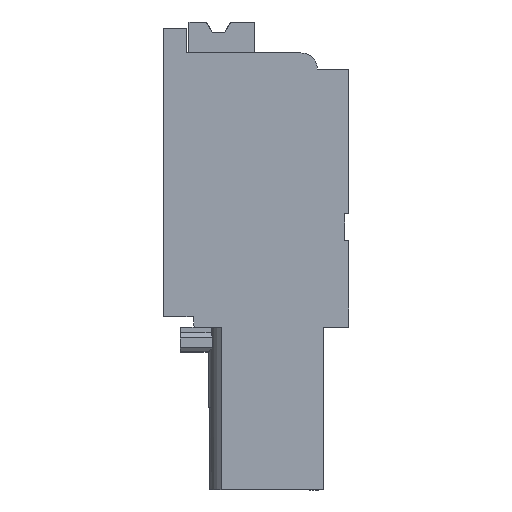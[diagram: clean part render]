
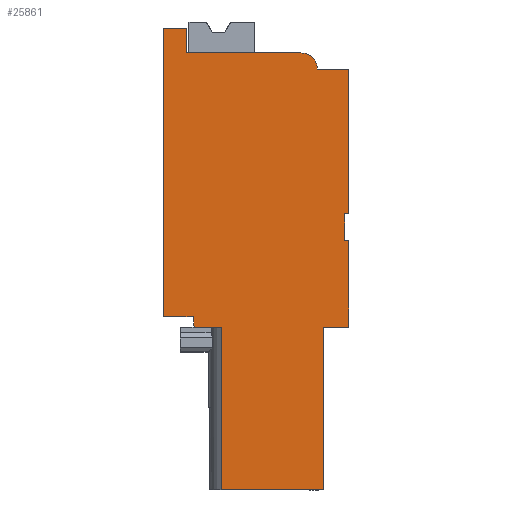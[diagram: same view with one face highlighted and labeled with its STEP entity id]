
A CAD part, left-side view. The second image highlights one B-rep face of the part: STEP entity #25861.
In plain terms, the highlighted planar face has unit normal (-1, 0, 0).
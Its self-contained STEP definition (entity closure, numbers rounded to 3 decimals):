
#5083=AXIS2_PLACEMENT_3D('Circle Axis2P3D',#5081,#5082,$) ;
#25834=AXIS2_PLACEMENT_3D('Plane Axis2P3D',#25831,#25832,#25833) ;
#40=CARTESIAN_POINT('Vertex',(0.,0.,13.4)) ;
#45=CARTESIAN_POINT('Line Origine',(0.,0.1,13.4)) ;
#49=CARTESIAN_POINT('Vertex',(0.,0.2,13.4)) ;
#83=CARTESIAN_POINT('Line Origine',(0.,0.2,12.75)) ;
#87=CARTESIAN_POINT('Vertex',(0.,0.2,12.1)) ;
#107=CARTESIAN_POINT('Line Origine',(0.,0.1,12.1)) ;
#111=CARTESIAN_POINT('Vertex',(0.,0.,12.1)) ;
#138=CARTESIAN_POINT('Line Origine',(0.,0.,10.)) ;
#142=CARTESIAN_POINT('Vertex',(0.,0.,7.9)) ;
#1351=CARTESIAN_POINT('Line Origine',(0.,0.612,7.9)) ;
#1355=CARTESIAN_POINT('Vertex',(0.,1.224,7.9)) ;
#2098=CARTESIAN_POINT('Line Origine',(0.,1.224,3.95)) ;
#2102=CARTESIAN_POINT('Vertex',(0.,1.224,0.)) ;
#3751=CARTESIAN_POINT('Line Origine',(0.,3.706,0.)) ;
#3755=CARTESIAN_POINT('Vertex',(0.,6.187,0.)) ;
#5078=CARTESIAN_POINT('Vertex',(0.,2.325,21.2)) ;
#5081=CARTESIAN_POINT('Axis2P3D Location',(0.,2.325,20.4)) ;
#5085=CARTESIAN_POINT('Vertex',(0.,1.525,20.4)) ;
#5253=CARTESIAN_POINT('Line Origine',(0.,5.087,21.2)) ;
#5257=CARTESIAN_POINT('Vertex',(0.,7.85,21.2)) ;
#6635=CARTESIAN_POINT('Line Origine',(0.,7.85,21.8)) ;
#6639=CARTESIAN_POINT('Vertex',(0.,7.85,22.4)) ;
#6666=CARTESIAN_POINT('Line Origine',(0.,8.425,22.4)) ;
#6670=CARTESIAN_POINT('Vertex',(0.,9.,22.4)) ;
#6697=CARTESIAN_POINT('Line Origine',(0.,9.,15.4)) ;
#6701=CARTESIAN_POINT('Vertex',(0.,9.,8.4)) ;
#7170=CARTESIAN_POINT('Line Origine',(0.,8.272,8.4)) ;
#7174=CARTESIAN_POINT('Vertex',(0.,7.545,8.4)) ;
#7452=CARTESIAN_POINT('Vertex',(0.,7.501,7.9)) ;
#7455=CARTESIAN_POINT('Line Origine',(0.,7.523,8.15)) ;
#7544=CARTESIAN_POINT('Vertex',(0.,6.187,7.9)) ;
#7547=CARTESIAN_POINT('Line Origine',(0.,6.844,7.9)) ;
#21684=CARTESIAN_POINT('Line Origine',(0.,0.762,20.4)) ;
#21688=CARTESIAN_POINT('Vertex',(0.,0.,20.4)) ;
#24418=CARTESIAN_POINT('Line Origine',(0.,6.187,3.95)) ;
#25831=CARTESIAN_POINT('Axis2P3D Location',(0.,0.,0.)) ;
#25836=CARTESIAN_POINT('Line Origine',(0.,0.,16.9)) ;
#46=DIRECTION('Vector Direction',(0.,1.,0.)) ;
#84=DIRECTION('Vector Direction',(0.,0.,1.)) ;
#108=DIRECTION('Vector Direction',(0.,-1.,0.)) ;
#139=DIRECTION('Vector Direction',(0.,0.,1.)) ;
#1352=DIRECTION('Vector Direction',(0.,1.,0.)) ;
#2099=DIRECTION('Vector Direction',(0.,0.,1.)) ;
#3752=DIRECTION('Vector Direction',(0.,-1.,0.)) ;
#5082=DIRECTION('Axis2P3D Direction',(-1.,-0.,0.)) ;
#5254=DIRECTION('Vector Direction',(0.,-1.,0.)) ;
#6636=DIRECTION('Vector Direction',(0.,0.,-1.)) ;
#6667=DIRECTION('Vector Direction',(0.,-1.,0.)) ;
#6698=DIRECTION('Vector Direction',(0.,0.,1.)) ;
#7171=DIRECTION('Vector Direction',(0.,-1.,0.)) ;
#7456=DIRECTION('Vector Direction',(0.,0.087,0.996)) ;
#7548=DIRECTION('Vector Direction',(0.,1.,0.)) ;
#21685=DIRECTION('Vector Direction',(0.,-1.,0.)) ;
#24419=DIRECTION('Vector Direction',(0.,0.,1.)) ;
#25832=DIRECTION('Axis2P3D Direction',(-1.,0.,0.)) ;
#25833=DIRECTION('Axis2P3D XDirection',(0.,0.,1.)) ;
#25837=DIRECTION('Vector Direction',(0.,0.,1.)) ;
#47=VECTOR('Line Direction',#46,1.) ;
#85=VECTOR('Line Direction',#84,1.) ;
#109=VECTOR('Line Direction',#108,1.) ;
#140=VECTOR('Line Direction',#139,1.) ;
#1353=VECTOR('Line Direction',#1352,1.) ;
#2100=VECTOR('Line Direction',#2099,1.) ;
#3753=VECTOR('Line Direction',#3752,1.) ;
#5255=VECTOR('Line Direction',#5254,1.) ;
#6637=VECTOR('Line Direction',#6636,1.) ;
#6668=VECTOR('Line Direction',#6667,1.) ;
#6699=VECTOR('Line Direction',#6698,1.) ;
#7172=VECTOR('Line Direction',#7171,1.) ;
#7457=VECTOR('Line Direction',#7456,1.) ;
#7549=VECTOR('Line Direction',#7548,1.) ;
#21686=VECTOR('Line Direction',#21685,1.) ;
#24420=VECTOR('Line Direction',#24419,1.) ;
#25838=VECTOR('Line Direction',#25837,1.) ;
#25842=ORIENTED_EDGE('',*,*,#25840,.T.) ;
#25843=ORIENTED_EDGE('',*,*,#21690,.T.) ;
#25844=ORIENTED_EDGE('',*,*,#5087,.T.) ;
#25845=ORIENTED_EDGE('',*,*,#5259,.T.) ;
#25846=ORIENTED_EDGE('',*,*,#6641,.T.) ;
#25847=ORIENTED_EDGE('',*,*,#6672,.T.) ;
#25848=ORIENTED_EDGE('',*,*,#6703,.T.) ;
#25849=ORIENTED_EDGE('',*,*,#7176,.T.) ;
#25850=ORIENTED_EDGE('',*,*,#7459,.T.) ;
#25851=ORIENTED_EDGE('',*,*,#7551,.T.) ;
#25852=ORIENTED_EDGE('',*,*,#24422,.F.) ;
#25853=ORIENTED_EDGE('',*,*,#3757,.T.) ;
#25854=ORIENTED_EDGE('',*,*,#2104,.T.) ;
#25855=ORIENTED_EDGE('',*,*,#1357,.T.) ;
#25856=ORIENTED_EDGE('',*,*,#144,.T.) ;
#25857=ORIENTED_EDGE('',*,*,#113,.T.) ;
#25858=ORIENTED_EDGE('',*,*,#89,.T.) ;
#25859=ORIENTED_EDGE('',*,*,#51,.T.) ;
#25861=ADVANCED_FACE('HOUSING',(#25860),#25835,.T.) ;
#5084=CIRCLE('generated circle',#5083,0.8) ;
#51=EDGE_CURVE('',#50,#41,#48,.F.) ;
#89=EDGE_CURVE('',#88,#50,#86,.T.) ;
#113=EDGE_CURVE('',#112,#88,#110,.F.) ;
#144=EDGE_CURVE('',#143,#112,#141,.T.) ;
#1357=EDGE_CURVE('',#1356,#143,#1354,.F.) ;
#2104=EDGE_CURVE('',#2103,#1356,#2101,.T.) ;
#3757=EDGE_CURVE('',#3756,#2103,#3754,.T.) ;
#5087=EDGE_CURVE('',#5086,#5079,#5084,.T.) ;
#5259=EDGE_CURVE('',#5079,#5258,#5256,.F.) ;
#6641=EDGE_CURVE('',#5258,#6640,#6638,.F.) ;
#6672=EDGE_CURVE('',#6640,#6671,#6669,.F.) ;
#6703=EDGE_CURVE('',#6671,#6702,#6700,.F.) ;
#7176=EDGE_CURVE('',#6702,#7175,#7173,.T.) ;
#7459=EDGE_CURVE('',#7175,#7453,#7458,.F.) ;
#7551=EDGE_CURVE('',#7453,#7545,#7550,.F.) ;
#21690=EDGE_CURVE('',#21689,#5086,#21687,.F.) ;
#24422=EDGE_CURVE('',#3756,#7545,#24421,.T.) ;
#25840=EDGE_CURVE('',#41,#21689,#25839,.T.) ;
#25841=EDGE_LOOP('',(#25842,#25843,#25844,#25845,#25846,#25847,#25848,#25849,#25850,#25851,#25852,#25853,#25854,#25855,#25856,#25857,#25858,#25859)) ;
#25860=FACE_OUTER_BOUND('',#25841,.T.) ;
#48=LINE('Line',#45,#47) ;
#86=LINE('Line',#83,#85) ;
#110=LINE('Line',#107,#109) ;
#141=LINE('Line',#138,#140) ;
#1354=LINE('Line',#1351,#1353) ;
#2101=LINE('Line',#2098,#2100) ;
#3754=LINE('Line',#3751,#3753) ;
#5256=LINE('Line',#5253,#5255) ;
#6638=LINE('Line',#6635,#6637) ;
#6669=LINE('Line',#6666,#6668) ;
#6700=LINE('Line',#6697,#6699) ;
#7173=LINE('Line',#7170,#7172) ;
#7458=LINE('Line',#7455,#7457) ;
#7550=LINE('Line',#7547,#7549) ;
#21687=LINE('Line',#21684,#21686) ;
#24421=LINE('Line',#24418,#24420) ;
#25839=LINE('Line',#25836,#25838) ;
#25835=PLANE('',#25834) ;
#41=VERTEX_POINT('',#40) ;
#50=VERTEX_POINT('',#49) ;
#88=VERTEX_POINT('',#87) ;
#112=VERTEX_POINT('',#111) ;
#143=VERTEX_POINT('',#142) ;
#1356=VERTEX_POINT('',#1355) ;
#2103=VERTEX_POINT('',#2102) ;
#3756=VERTEX_POINT('',#3755) ;
#5079=VERTEX_POINT('',#5078) ;
#5086=VERTEX_POINT('',#5085) ;
#5258=VERTEX_POINT('',#5257) ;
#6640=VERTEX_POINT('',#6639) ;
#6671=VERTEX_POINT('',#6670) ;
#6702=VERTEX_POINT('',#6701) ;
#7175=VERTEX_POINT('',#7174) ;
#7453=VERTEX_POINT('',#7452) ;
#7545=VERTEX_POINT('',#7544) ;
#21689=VERTEX_POINT('',#21688) ;
